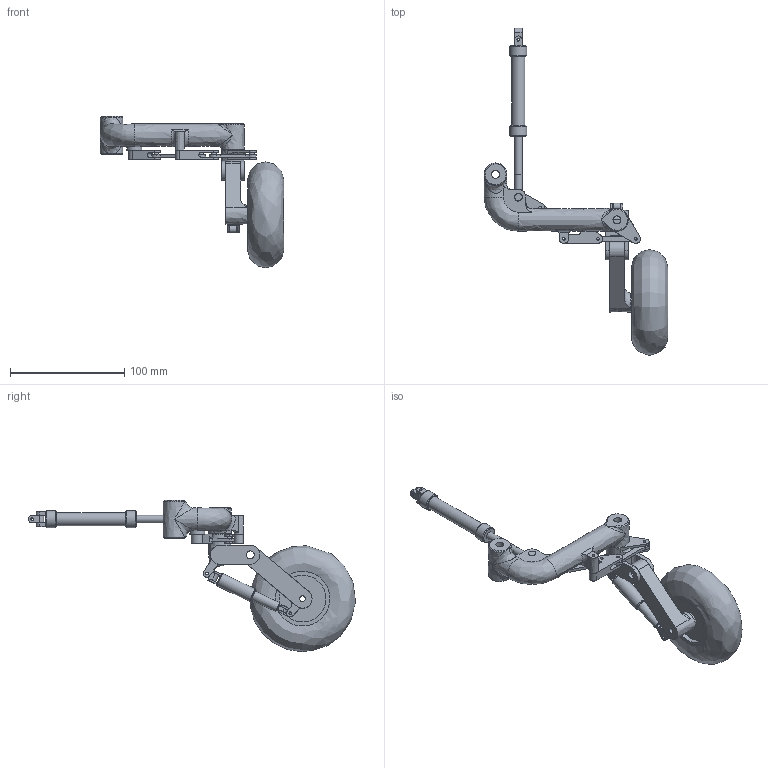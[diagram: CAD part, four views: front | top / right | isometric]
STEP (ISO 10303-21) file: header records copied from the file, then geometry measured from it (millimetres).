
FILE_DESCRIPTION(('FreeCAD Model'),'2;1');
FILE_NAME('Open CASCADE Shape Model','2025-04-27T04:22:24',('FreeCAD'),( 'FreeCAD'),'Open CASCADE STEP processor 7.6','FreeCAD','Unknown');
FILE_SCHEMA(('AUTOMOTIVE_DESIGN { 1 0 10303 214 1 1 1 1 }'));
Length unit declared in the file: millimetre
Products named in the file (1): Open CASCADE STEP translator 7.6 1
Bounding box: 160.7 x 286.33 x 132.68 mm (x, y, z)
Volume: 277783.5 mm3; surface area: 65904.9 mm2
Topology: 16 solids, 16 shells, 328 faces, 829 edges, 541 vertices
Faces by surface type: bspline 328
Entity records: 11394 total; most frequent: CARTESIAN_POINT 6554, ORIENTED_EDGE 1636, EDGE_CURVE 818, VERTEX_POINT 545, B_SPLINE_CURVE_WITH_KNOTS 462, FACE_BOUND 427, EDGE_LOOP 423, ADVANCED_FACE 324
